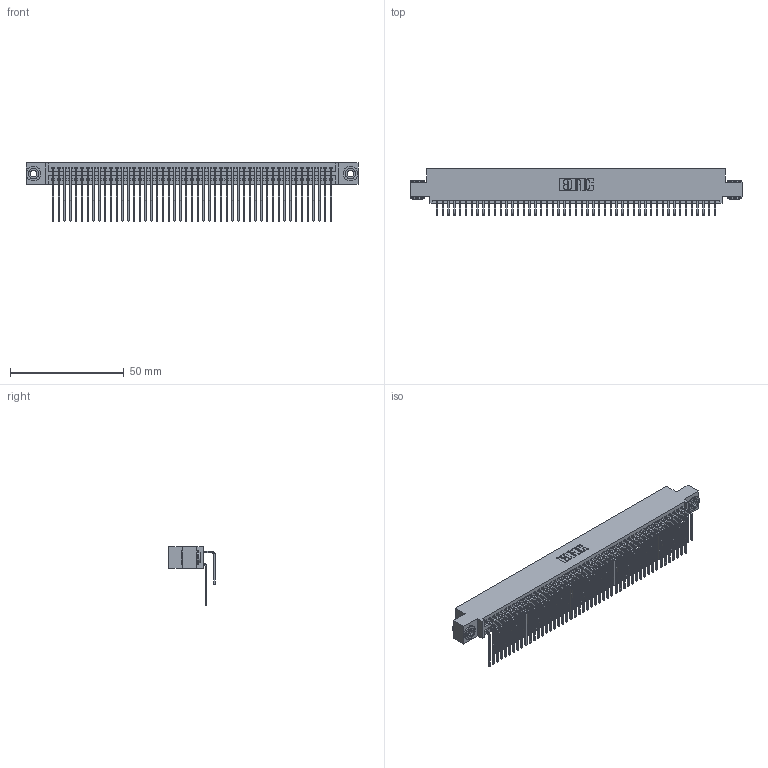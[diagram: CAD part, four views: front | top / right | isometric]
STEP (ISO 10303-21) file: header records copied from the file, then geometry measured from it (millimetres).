
FILE_DESCRIPTION (( 'STEP AP203' ), '1' );
FILE_NAME ('395-098-559-503.STEP', '2018-11-29T22:49:04', ( '' ), ( '' ), 'SwSTEP 2.0', 'SolidWorks 2016', '' );
FILE_SCHEMA (( 'CONFIG_CONTROL_DESIGN' ));
Length unit declared in the file: inch
Products named in the file (5): 345-250-002_345-250-002-102; 395-098-559-503; 345-292-001_559 Tail - 2; 345-292-001_558 559 Tail - 1; 345 Part_0.110 Offset - 0.156 Dia-TH
Assembly tree (101 placements, depth 2):
  395-098-559-503
    345 Part_0.110 Offset - 0.156 Dia-TH
    345-292-001_558 559 Tail - 1  x49
    345-292-001_559 Tail - 2  x49
    345-250-002_345-250-002-102  x2
Bounding box: 145.67 x 20.56 x 25.53 mm (x, y, z)
Volume: 14726.8 mm3; surface area: 24860.4 mm2
Topology: 101 solids, 101 shells, 5264 faces, 15619 edges, 10278 vertices
Faces by surface type: plane 3524, cylinder 1732, cone 8
Entity records: 39938 total; most frequent: CARTESIAN_POINT 6710, ORIENTED_EDGE 6586, DIRECTION 5911, EDGE_CURVE 3293, VECTOR 2901, LINE 2901, VERTEX_POINT 2190, AXIS2_PLACEMENT_3D 1505
